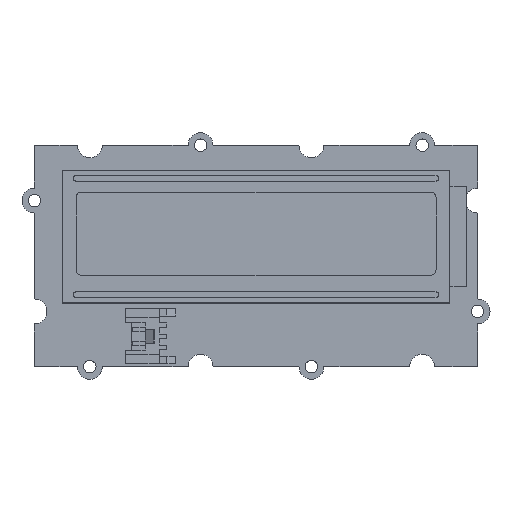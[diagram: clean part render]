
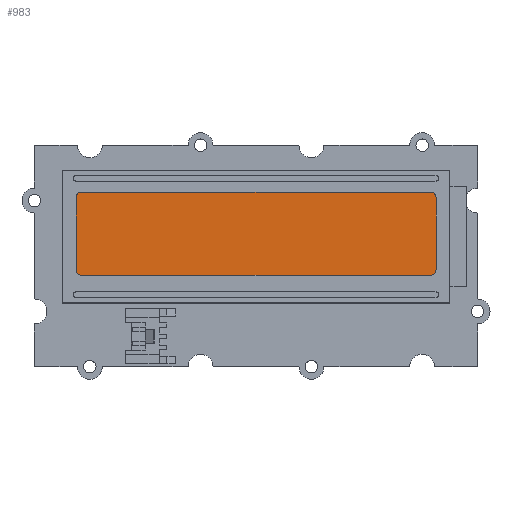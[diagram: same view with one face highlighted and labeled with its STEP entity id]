
A CAD part, top view. The second image highlights one B-rep face of the part: STEP entity #983.
In plain terms, the highlighted planar face has unit normal (0, 0, 1).
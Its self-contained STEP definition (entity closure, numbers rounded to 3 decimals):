
#43 = VERTEX_POINT ( 'NONE', #2740 ) ;
#159 = DIRECTION ( 'NONE',  ( 1., 0., 0. ) ) ;
#175 = AXIS2_PLACEMENT_3D ( 'NONE', #1857, #1952, #1312 ) ;
#176 = VERTEX_POINT ( 'NONE', #1284 ) ;
#280 = DIRECTION ( 'NONE',  ( 1., 0., 0. ) ) ;
#288 = EDGE_CURVE ( 'NONE', #4225, #2353, #664, .T. ) ;
#341 = CARTESIAN_POINT ( 'NONE',  ( 31.5, 10.5, 10. ) ) ;
#497 = EDGE_CURVE ( 'NONE', #2353, #5402, #2405, .T. ) ;
#568 = CIRCLE ( 'NONE', #775, 1. ) ;
#588 = VECTOR ( 'NONE', #4108, 1000. ) ;
#645 = ORIENTED_EDGE ( 'NONE', *, *, #5834, .T. ) ;
#664 = CIRCLE ( 'NONE', #2762, 1. ) ;
#721 = CARTESIAN_POINT ( 'NONE',  ( 31.5, 11.5, 10. ) ) ;
#775 = AXIS2_PLACEMENT_3D ( 'NONE', #341, #4605, #5174 ) ;
#801 = ORIENTED_EDGE ( 'NONE', *, *, #288, .T. ) ;
#847 = LINE ( 'NONE', #860, #6941 ) ;
#860 = CARTESIAN_POINT ( 'NONE',  ( 31.5, 11.5, 10. ) ) ;
#924 = CARTESIAN_POINT ( 'NONE',  ( 32.5, -2.5, 10. ) ) ;
#957 = VERTEX_POINT ( 'NONE', #1102 ) ;
#983 = ADVANCED_FACE ( 'NONE', ( #2336 ), #3476, .T. ) ;
#1012 = ORIENTED_EDGE ( 'NONE', *, *, #6371, .T. ) ;
#1077 = EDGE_CURVE ( 'NONE', #5402, #3593, #5004, .T. ) ;
#1102 = CARTESIAN_POINT ( 'NONE',  ( -32.5, 10.5, 10. ) ) ;
#1251 = LINE ( 'NONE', #5130, #588 ) ;
#1284 = CARTESIAN_POINT ( 'NONE',  ( 32.5, 10.5, 10. ) ) ;
#1312 = DIRECTION ( 'NONE',  ( 1., 0., 0. ) ) ;
#1454 = DIRECTION ( 'NONE',  ( 0., 0., 1. ) ) ;
#1857 = CARTESIAN_POINT ( 'NONE',  ( 31.5, -2.5, 10. ) ) ;
#1946 = DIRECTION ( 'NONE',  ( 0., 0., 1. ) ) ;
#1952 = DIRECTION ( 'NONE',  ( 0., 0., 1. ) ) ;
#2336 = FACE_OUTER_BOUND ( 'NONE', #4471, .T. ) ;
#2353 = VERTEX_POINT ( 'NONE', #2961 ) ;
#2405 = LINE ( 'NONE', #4987, #2492 ) ;
#2492 = VECTOR ( 'NONE', #159, 1000. ) ;
#2668 = CIRCLE ( 'NONE', #5773, 1. ) ;
#2740 = CARTESIAN_POINT ( 'NONE',  ( -31.5, 11.5, 10. ) ) ;
#2762 = AXIS2_PLACEMENT_3D ( 'NONE', #3545, #1946, #3471 ) ;
#2774 = ORIENTED_EDGE ( 'NONE', *, *, #5687, .T. ) ;
#2961 = CARTESIAN_POINT ( 'NONE',  ( -31.5, -3.5, 10. ) ) ;
#3471 = DIRECTION ( 'NONE',  ( 1., 0., 0. ) ) ;
#3476 = PLANE ( 'NONE',  #6674 ) ;
#3545 = CARTESIAN_POINT ( 'NONE',  ( -31.5, -2.5, 10. ) ) ;
#3593 = VERTEX_POINT ( 'NONE', #6297 ) ;
#4089 = EDGE_CURVE ( 'NONE', #957, #4225, #1251, .T. ) ;
#4108 = DIRECTION ( 'NONE',  ( 0., -1., 0. ) ) ;
#4225 = VERTEX_POINT ( 'NONE', #6462 ) ;
#4471 = EDGE_LOOP ( 'NONE', ( #645, #4561, #801, #6428, #6830, #5786, #1012, #2774 ) ) ;
#4561 = ORIENTED_EDGE ( 'NONE', *, *, #4089, .T. ) ;
#4605 = DIRECTION ( 'NONE',  ( 0., 0., 1. ) ) ;
#4635 = DIRECTION ( 'NONE',  ( -1., 0., 0. ) ) ;
#4987 = CARTESIAN_POINT ( 'NONE',  ( -31.5, -3.5, 10. ) ) ;
#5004 = CIRCLE ( 'NONE', #175, 1. ) ;
#5022 = EDGE_CURVE ( 'NONE', #3593, #176, #6502, .T. ) ;
#5130 = CARTESIAN_POINT ( 'NONE',  ( -32.5, 10.5, 10. ) ) ;
#5174 = DIRECTION ( 'NONE',  ( 1., 0., 0. ) ) ;
#5183 = VECTOR ( 'NONE', #5223, 1000. ) ;
#5223 = DIRECTION ( 'NONE',  ( 0., 1., 0. ) ) ;
#5402 = VERTEX_POINT ( 'NONE', #6037 ) ;
#5407 = VERTEX_POINT ( 'NONE', #721 ) ;
#5687 = EDGE_CURVE ( 'NONE', #5407, #43, #847, .T. ) ;
#5773 = AXIS2_PLACEMENT_3D ( 'NONE', #5787, #1454, #6838 ) ;
#5786 = ORIENTED_EDGE ( 'NONE', *, *, #5022, .T. ) ;
#5787 = CARTESIAN_POINT ( 'NONE',  ( -31.5, 10.5, 10. ) ) ;
#5834 = EDGE_CURVE ( 'NONE', #43, #957, #2668, .T. ) ;
#6037 = CARTESIAN_POINT ( 'NONE',  ( 31.5, -3.5, 10. ) ) ;
#6204 = CARTESIAN_POINT ( 'NONE',  ( -31.5, 10.5, 10. ) ) ;
#6297 = CARTESIAN_POINT ( 'NONE',  ( 32.5, -2.5, 10. ) ) ;
#6371 = EDGE_CURVE ( 'NONE', #176, #5407, #568, .T. ) ;
#6428 = ORIENTED_EDGE ( 'NONE', *, *, #497, .T. ) ;
#6462 = CARTESIAN_POINT ( 'NONE',  ( -32.5, -2.5, 10. ) ) ;
#6502 = LINE ( 'NONE', #924, #5183 ) ;
#6674 = AXIS2_PLACEMENT_3D ( 'NONE', #6204, #6684, #280 ) ;
#6684 = DIRECTION ( 'NONE',  ( 0., 0., 1. ) ) ;
#6830 = ORIENTED_EDGE ( 'NONE', *, *, #1077, .T. ) ;
#6838 = DIRECTION ( 'NONE',  ( 1., 0., 0. ) ) ;
#6941 = VECTOR ( 'NONE', #4635, 1000. ) ;
